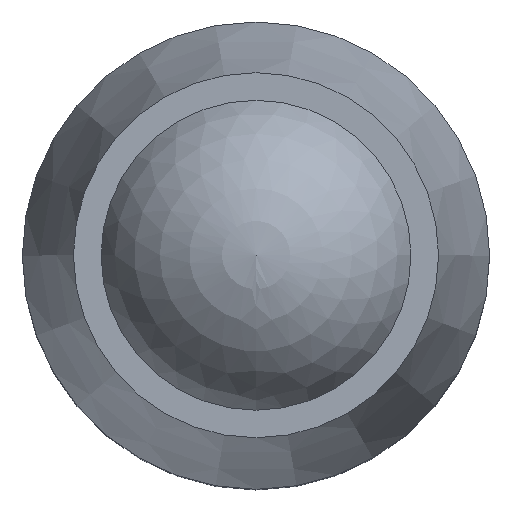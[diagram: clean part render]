
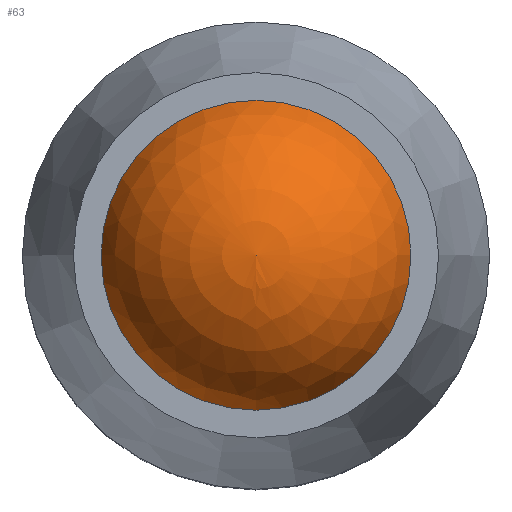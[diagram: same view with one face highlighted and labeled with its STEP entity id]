
A CAD part, top view. The second image highlights one B-rep face of the part: STEP entity #63.
In plain terms, the highlighted spherical face has radius 2.778 mm.
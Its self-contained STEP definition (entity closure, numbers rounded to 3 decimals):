
#63 = ADVANCED_FACE( '', ( #132, #133 ), #134, .T. );
#132 = FACE_BOUND( '', #203, .T. );
#133 = FACE_OUTER_BOUND( '', #204, .T. );
#134 = SPHERICAL_SURFACE( '', #205, 2.778 );
#203 = VERTEX_LOOP( '', #311 );
#204 = EDGE_LOOP( '', ( #312 ) );
#205 = AXIS2_PLACEMENT_3D( '', #313, #314, #315 );
#311 = VERTEX_POINT( '', #419 );
#312 = ORIENTED_EDGE( '', *, *, #420, .T. );
#313 = CARTESIAN_POINT( '', ( 0., 0., 10.472 ) );
#314 = DIRECTION( '', ( 0., 0., 1. ) );
#315 = DIRECTION( '', ( 0., -1., 0. ) );
#419 = CARTESIAN_POINT( '', ( 0., 0., 13.25 ) );
#420 = EDGE_CURVE( '', #494, #494, #495, .T. );
#494 = VERTEX_POINT( '', #587 );
#495 = CIRCLE( '', #588, 2.653 );
#587 = CARTESIAN_POINT( '', ( 2.653, 0., 11.297 ) );
#588 = AXIS2_PLACEMENT_3D( '', #661, #662, #663 );
#661 = CARTESIAN_POINT( '', ( 0., 0., 11.297 ) );
#662 = DIRECTION( '', ( 0., 0., 1. ) );
#663 = DIRECTION( '', ( 1., 0., 0. ) );
